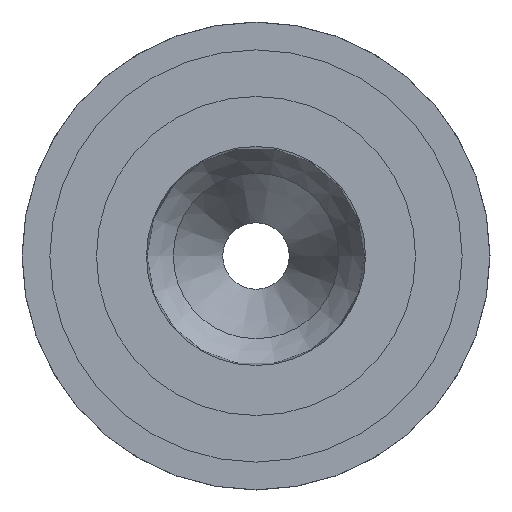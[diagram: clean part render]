
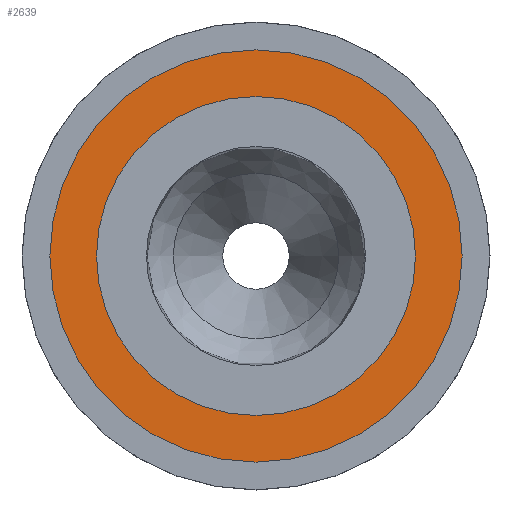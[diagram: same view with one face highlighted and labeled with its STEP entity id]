
A CAD part, front view. The second image highlights one B-rep face of the part: STEP entity #2639.
In plain terms, the highlighted planar face has unit normal (0, -1, 0).
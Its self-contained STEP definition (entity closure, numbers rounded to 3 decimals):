
#500=PLANE('',#2826);
#649=FACE_BOUND('',#919,.T.);
#735=FACE_OUTER_BOUND('',#918,.T.);
#918=EDGE_LOOP('',(#1904));
#919=EDGE_LOOP('',(#1905));
#1157=CIRCLE('',#2821,62.38);
#1159=CIRCLE('',#2824,80.599);
#1251=VERTEX_POINT('',#3834);
#1253=VERTEX_POINT('',#3839);
#1519=EDGE_CURVE('',#1251,#1251,#1157,.T.);
#1521=EDGE_CURVE('',#1253,#1253,#1159,.T.);
#1904=ORIENTED_EDGE('',*,*,#1521,.F.);
#1905=ORIENTED_EDGE('',*,*,#1519,.F.);
#2639=ADVANCED_FACE('',(#735,#649),#500,.F.);
#2821=AXIS2_PLACEMENT_3D('',#3835,#3129,#3130);
#2824=AXIS2_PLACEMENT_3D('',#3840,#3135,#3136);
#2826=AXIS2_PLACEMENT_3D('',#3843,#3139,#3140);
#3129=DIRECTION('center_axis',(0.,-1.,0.));
#3130=DIRECTION('ref_axis',(-1.,0.,0.));
#3135=DIRECTION('center_axis',(0.,1.,0.));
#3136=DIRECTION('ref_axis',(-1.,0.,0.));
#3139=DIRECTION('center_axis',(0.,1.,0.));
#3140=DIRECTION('ref_axis',(0.,0.,1.));
#3834=CARTESIAN_POINT('',(62.38,-21.089,0.));
#3835=CARTESIAN_POINT('Origin',(0.,-21.089,0.));
#3839=CARTESIAN_POINT('',(80.599,-21.089,0.));
#3840=CARTESIAN_POINT('Origin',(0.,-21.089,0.));
#3843=CARTESIAN_POINT('Origin',(0.,-21.089,
0.));
